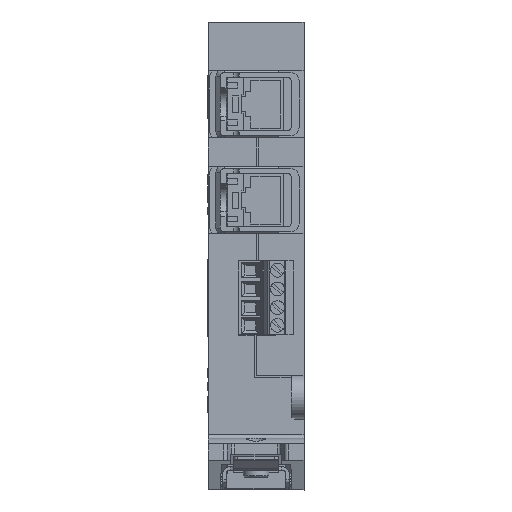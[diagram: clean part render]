
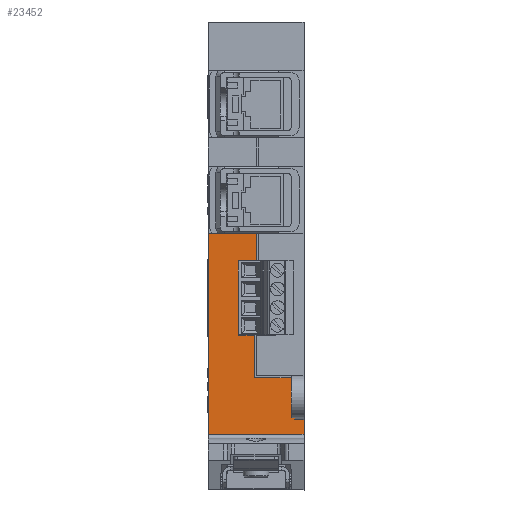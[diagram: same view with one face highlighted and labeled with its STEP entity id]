
A CAD part, front view. The second image highlights one B-rep face of the part: STEP entity #23452.
In plain terms, the highlighted face is planar.
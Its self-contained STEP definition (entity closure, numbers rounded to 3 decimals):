
#54 = CARTESIAN_POINT ( 'NONE',  ( 19.037, -8.296, -0.17 ) ) ;
#286 = CARTESIAN_POINT ( 'NONE',  ( 69.547, 0.004, -0.17 ) ) ;
#1389 = CARTESIAN_POINT ( 'NONE',  ( 61.7, -8.296, -0.17 ) ) ;
#2054 = EDGE_CURVE ( 'NONE', #18136, #48400, #35063, .T. ) ;
#2086 = DIRECTION ( 'NONE',  ( 1., -0.012, 0. ) ) ;
#3497 = CARTESIAN_POINT ( 'NONE',  ( 30.45, -22.547, -0.17 ) ) ;
#3904 = CARTESIAN_POINT ( 'NONE',  ( 15.057, 0.004, -0.17 ) ) ;
#4004 = VECTOR ( 'NONE', #26479, 1000. ) ;
#4351 = ORIENTED_EDGE ( 'NONE', *, *, #5018, .F. ) ;
#5018 = EDGE_CURVE ( 'NONE', #48781, #43041, #78732, .T. ) ;
#5727 = VERTEX_POINT ( 'NONE', #27843 ) ;
#5977 = ORIENTED_EDGE ( 'NONE', *, *, #18846, .F. ) ;
#6562 = DIRECTION ( 'NONE',  ( 1., 0., 0. ) ) ;
#8746 = LINE ( 'NONE', #3497, #75641 ) ;
#9250 = DIRECTION ( 'NONE',  ( -1., 0., 0. ) ) ;
#9666 = LINE ( 'NONE', #65319, #44220 ) ;
#9804 = CARTESIAN_POINT ( 'NONE',  ( 30.569, -12.546, -0.17 ) ) ;
#9986 = VERTEX_POINT ( 'NONE', #71328 ) ;
#11423 = LINE ( 'NONE', #55333, #78185 ) ;
#11623 = CARTESIAN_POINT ( 'NONE',  ( 30.95, -22.553, -0.17 ) ) ;
#12812 = CARTESIAN_POINT ( 'NONE',  ( 42., -8.296, -0.17 ) ) ;
#13796 = VECTOR ( 'NONE', #28176, 1000. ) ;
#16169 = CARTESIAN_POINT ( 'NONE',  ( 1.635, 0.004, -0.17 ) ) ;
#16456 = AXIS2_PLACEMENT_3D ( 'NONE', #34769, #34703, #34682 ) ;
#17867 = VECTOR ( 'NONE', #29575, 1000. ) ;
#18136 = VERTEX_POINT ( 'NONE', #58883 ) ;
#18846 = EDGE_CURVE ( 'NONE', #48400, #69005, #82383, .T. ) ;
#19293 = ORIENTED_EDGE ( 'NONE', *, *, #75375, .F. ) ;
#19367 = DIRECTION ( 'NONE',  ( 0., -1., 0. ) ) ;
#21077 = ORIENTED_EDGE ( 'NONE', *, *, #39103, .F. ) ;
#21552 = VECTOR ( 'NONE', #43580, 1000. ) ;
#21714 = LINE ( 'NONE', #53482, #54152 ) ;
#22751 = CARTESIAN_POINT ( 'NONE',  ( 69.547, -13.046, -0.17 ) ) ;
#23162 = EDGE_CURVE ( 'NONE', #9986, #41601, #58481, .T. ) ;
#23318 = LINE ( 'NONE', #80182, #72911 ) ;
#23452 = ADVANCED_FACE ( 'NONE', ( #43170 ), #35329, .F. ) ;
#24702 = ORIENTED_EDGE ( 'NONE', *, *, #68322, .F. ) ;
#25053 = ORIENTED_EDGE ( 'NONE', *, *, #51641, .F. ) ;
#25295 = VECTOR ( 'NONE', #64036, 1000. ) ;
#25298 = CARTESIAN_POINT ( 'NONE',  ( 19.037, -26.004, -0.17 ) ) ;
#26479 = DIRECTION ( 'NONE',  ( 0., 1., 0. ) ) ;
#26510 = DIRECTION ( 'NONE',  ( 0., -1., 0. ) ) ;
#27843 = CARTESIAN_POINT ( 'NONE',  ( 62.2, -13.046, -0.17 ) ) ;
#28007 = EDGE_CURVE ( 'NONE', #43041, #70018, #8746, .T. ) ;
#28176 = DIRECTION ( 'NONE',  ( 0., -1., 0. ) ) ;
#29379 = CARTESIAN_POINT ( 'NONE',  ( 19.037, -48.995, -0.17 ) ) ;
#29453 = LINE ( 'NONE', #54326, #61935 ) ;
#29575 = DIRECTION ( 'NONE',  ( -1., 0., 0. ) ) ;
#29907 = VERTEX_POINT ( 'NONE', #40671 ) ;
#30148 = CARTESIAN_POINT ( 'NONE',  ( 12.637, -23.5, -0.17 ) ) ;
#30632 = EDGE_LOOP ( 'NONE', ( #74220, #19293, #49388, #56113, #24702, #60550, #5977, #82446, #55855, #53027, #21077, #34895, #4351, #43826, #36659, #25053, #66216 ) ) ;
#32033 = CARTESIAN_POINT ( 'NONE',  ( 19.55, -22.553, -0.17 ) ) ;
#33054 = VECTOR ( 'NONE', #6562, 1000. ) ;
#34682 = DIRECTION ( 'NONE',  ( -1., 0., 0. ) ) ;
#34703 = DIRECTION ( 'NONE',  ( 0., 0., -1. ) ) ;
#34769 = CARTESIAN_POINT ( 'NONE',  ( 19.037, -48.995, -0.17 ) ) ;
#34895 = ORIENTED_EDGE ( 'NONE', *, *, #28007, .F. ) ;
#35063 = LINE ( 'NONE', #30148, #17867 ) ;
#35329 = PLANE ( 'NONE',  #16456 ) ;
#35754 = LINE ( 'NONE', #12812, #68207 ) ;
#36659 = ORIENTED_EDGE ( 'NONE', *, *, #68279, .T. ) ;
#37020 = EDGE_CURVE ( 'NONE', #5727, #9986, #53773, .T. ) ;
#37317 = EDGE_CURVE ( 'NONE', #70577, #38247, #57295, .T. ) ;
#38247 = VERTEX_POINT ( 'NONE', #286 ) ;
#38792 = LINE ( 'NONE', #62911, #21552 ) ;
#38941 = CARTESIAN_POINT ( 'NONE',  ( 19.55, -23., -0.17 ) ) ;
#39103 = EDGE_CURVE ( 'NONE', #70018, #54880, #29453, .T. ) ;
#40048 = VECTOR ( 'NONE', #68035, 1000. ) ;
#40671 = CARTESIAN_POINT ( 'NONE',  ( 15.057, -26.004, -0.17 ) ) ;
#41601 = VERTEX_POINT ( 'NONE', #1389 ) ;
#42048 = CARTESIAN_POINT ( 'NONE',  ( 30.45, -22.547, -0.17 ) ) ;
#42718 = CARTESIAN_POINT ( 'NONE',  ( 19.037, -23.5, -0.17 ) ) ;
#43041 = VERTEX_POINT ( 'NONE', #9804 ) ;
#43170 = FACE_OUTER_BOUND ( 'NONE', #30632, .T. ) ;
#43580 = DIRECTION ( 'NONE',  ( -1., 0., 0. ) ) ;
#43826 = ORIENTED_EDGE ( 'NONE', *, *, #47922, .F. ) ;
#44220 = VECTOR ( 'NONE', #71553, 1000. ) ;
#44233 = VERTEX_POINT ( 'NONE', #22751 ) ;
#45302 = CARTESIAN_POINT ( 'NONE',  ( 42., -8.296, -0.17 ) ) ;
#45567 = VERTEX_POINT ( 'NONE', #82674 ) ;
#46174 = CARTESIAN_POINT ( 'NONE',  ( 42., -8.296, -0.17 ) ) ;
#46289 = DIRECTION ( 'NONE',  ( -1., 0., 0. ) ) ;
#46643 = CARTESIAN_POINT ( 'NONE',  ( 42., -12.546, -0.17 ) ) ;
#47727 = VECTOR ( 'NONE', #26510, 1000. ) ;
#47922 = EDGE_CURVE ( 'NONE', #49915, #48781, #35754, .T. ) ;
#48400 = VERTEX_POINT ( 'NONE', #42718 ) ;
#48487 = EDGE_CURVE ( 'NONE', #69005, #29907, #38792, .T. ) ;
#48781 = VERTEX_POINT ( 'NONE', #46643 ) ;
#49388 = ORIENTED_EDGE ( 'NONE', *, *, #55651, .T. ) ;
#49915 = VERTEX_POINT ( 'NONE', #45302 ) ;
#50913 = CARTESIAN_POINT ( 'NONE',  ( 42., -8.296, -0.17 ) ) ;
#51399 = EDGE_CURVE ( 'NONE', #54880, #71551, #23318, .T. ) ;
#51641 = EDGE_CURVE ( 'NONE', #41601, #45567, #74832, .T. ) ;
#53027 = ORIENTED_EDGE ( 'NONE', *, *, #51399, .F. ) ;
#53482 = CARTESIAN_POINT ( 'NONE',  ( 69.547, -40.996, -0.17 ) ) ;
#53773 = LINE ( 'NONE', #65292, #4004 ) ;
#54152 = VECTOR ( 'NONE', #60035, 1000. ) ;
#54326 = CARTESIAN_POINT ( 'NONE',  ( 30.45, -22.547, -0.17 ) ) ;
#54348 = LINE ( 'NONE', #54, #33054 ) ;
#54880 = VERTEX_POINT ( 'NONE', #11623 ) ;
#55333 = CARTESIAN_POINT ( 'NONE',  ( 69.547, -13.046, -0.17 ) ) ;
#55651 = EDGE_CURVE ( 'NONE', #44233, #38247, #21714, .T. ) ;
#55855 = ORIENTED_EDGE ( 'NONE', *, *, #59384, .F. ) ;
#56113 = ORIENTED_EDGE ( 'NONE', *, *, #37317, .F. ) ;
#56436 = VECTOR ( 'NONE', #46289, 1000. ) ;
#57295 = LINE ( 'NONE', #16169, #40048 ) ;
#58481 = LINE ( 'NONE', #46174, #56436 ) ;
#58883 = CARTESIAN_POINT ( 'NONE',  ( 19.55, -23.5, -0.17 ) ) ;
#59384 = EDGE_CURVE ( 'NONE', #71551, #18136, #81880, .T. ) ;
#60035 = DIRECTION ( 'NONE',  ( 0., 1., 0. ) ) ;
#60550 = ORIENTED_EDGE ( 'NONE', *, *, #48487, .F. ) ;
#61929 = DIRECTION ( 'NONE',  ( -1., 0., 0. ) ) ;
#61935 = VECTOR ( 'NONE', #2086, 1000. ) ;
#62911 = CARTESIAN_POINT ( 'NONE',  ( 19.037, -26.004, -0.17 ) ) ;
#64036 = DIRECTION ( 'NONE',  ( -1., 0., 0. ) ) ;
#64362 = DIRECTION ( 'NONE',  ( -1., 0., 0. ) ) ;
#64883 = CARTESIAN_POINT ( 'NONE',  ( 42., -12.546, -0.17 ) ) ;
#65292 = CARTESIAN_POINT ( 'NONE',  ( 62.2, -48.995, -0.17 ) ) ;
#65319 = CARTESIAN_POINT ( 'NONE',  ( 15.057, -48.995, -0.17 ) ) ;
#66216 = ORIENTED_EDGE ( 'NONE', *, *, #23162, .F. ) ;
#68035 = DIRECTION ( 'NONE',  ( 1., 0., 0. ) ) ;
#68207 = VECTOR ( 'NONE', #19367, 1000. ) ;
#68279 = EDGE_CURVE ( 'NONE', #49915, #45567, #54348, .T. ) ;
#68322 = EDGE_CURVE ( 'NONE', #29907, #70577, #9666, .T. ) ;
#68485 = DIRECTION ( 'NONE',  ( -0.012, -1., 0. ) ) ;
#69005 = VERTEX_POINT ( 'NONE', #25298 ) ;
#70018 = VERTEX_POINT ( 'NONE', #42048 ) ;
#70577 = VERTEX_POINT ( 'NONE', #3904 ) ;
#71328 = CARTESIAN_POINT ( 'NONE',  ( 62.2, -8.296, -0.17 ) ) ;
#71551 = VERTEX_POINT ( 'NONE', #32033 ) ;
#71553 = DIRECTION ( 'NONE',  ( 0., 1., 0. ) ) ;
#72911 = VECTOR ( 'NONE', #9250, 1000. ) ;
#74220 = ORIENTED_EDGE ( 'NONE', *, *, #37020, .F. ) ;
#74832 = LINE ( 'NONE', #50913, #25295 ) ;
#75375 = EDGE_CURVE ( 'NONE', #44233, #5727, #11423, .T. ) ;
#75641 = VECTOR ( 'NONE', #68485, 1000. ) ;
#76788 = VECTOR ( 'NONE', #64362, 1000. ) ;
#78185 = VECTOR ( 'NONE', #61929, 1000. ) ;
#78732 = LINE ( 'NONE', #64883, #76788 ) ;
#80182 = CARTESIAN_POINT ( 'NONE',  ( 19.037, -22.553, -0.17 ) ) ;
#81880 = LINE ( 'NONE', #38941, #47727 ) ;
#82383 = LINE ( 'NONE', #29379, #13796 ) ;
#82446 = ORIENTED_EDGE ( 'NONE', *, *, #2054, .F. ) ;
#82674 = CARTESIAN_POINT ( 'NONE',  ( 42.5, -8.296, -0.17 ) ) ;
